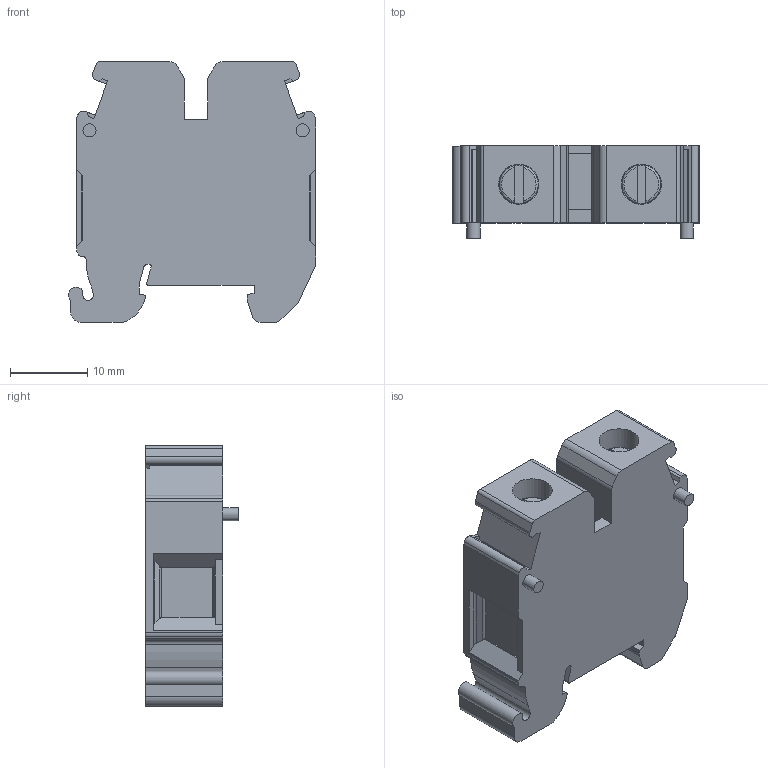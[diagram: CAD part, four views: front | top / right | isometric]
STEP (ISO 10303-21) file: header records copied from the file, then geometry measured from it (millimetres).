
FILE_DESCRIPTION(/* description */ ('Unknown'),/* implementation_level */ '2;1');
FILE_NAME(/* name */ 'SUT10_3D_Solid',/* time_stamp */ '2026-02-24T12:02:56+06:00',/* author */ ('Unknown'),/* organization */ ('Unknown'),/* preprocessor_version */ 'ST-DEVELOPER v16.7',/* originating_system */ 'Solid Edge',/* authorisation */ 'Unknown');
FILE_SCHEMA (('AUTOMOTIVE_DESIGN {1 0 10303 214 3 1 1}'));
Length unit declared in the file: millimetre
Products named in the file (1): SUT10_3D_Solid
Bounding box: 32.05 x 12 x 33.8 mm (x, y, z)
Volume: 8347.3 mm3; surface area: 3987.8 mm2
Topology: 1 solids, 1 shells, 143 faces, 407 edges, 274 vertices
Faces by surface type: plane 92, cylinder 45, torus 6
Full cylindrical faces by diameter (mm): 1.7 x2, 3.5 x2, 5 x2, 5.2 x2
Entity records: 5610 total; most frequent: CARTESIAN_POINT 827, DIRECTION 787, ORIENTED_EDGE 782, EDGE_CURVE 391, VERTEX_POINT 268, LINE 267, VECTOR 267, AXIS2_PLACEMENT_3D 260
